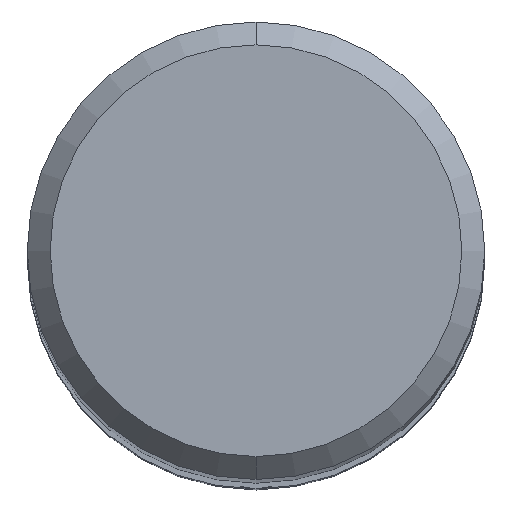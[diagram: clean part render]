
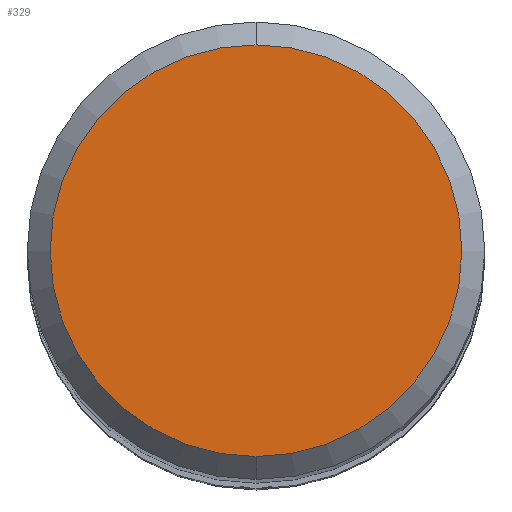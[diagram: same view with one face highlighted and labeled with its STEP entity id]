
A CAD part, top view. The second image highlights one B-rep face of the part: STEP entity #329.
In plain terms, the highlighted planar face has unit normal (0, 0, 1).
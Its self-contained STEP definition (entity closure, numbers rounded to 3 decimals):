
#237=EDGE_CURVE('',#359,#299,#574,.T.);
#299=VERTEX_POINT('',#642);
#329=ADVANCED_FACE('',(#675),#676,.T.);
#359=VERTEX_POINT('',#714);
#429=EDGE_CURVE('',#299,#359,#787,.T.);
#574=CIRCLE('',#1013,5.4);
#642=CARTESIAN_POINT('',(0.0,5.4,0.));
#675=FACE_OUTER_BOUND('',#1260,.T.);
#676=PLANE('',#1261);
#714=CARTESIAN_POINT('',(0.,-5.4,0.));
#787=CIRCLE('',#1457,5.4);
#1013=AXIS2_PLACEMENT_3D('',#1672,#1673,#1674);
#1260=EDGE_LOOP('',(#1787,#1788));
#1261=AXIS2_PLACEMENT_3D('',#1789,#1790,#1791);
#1457=AXIS2_PLACEMENT_3D('',#1890,#1891,#1892);
#1672=CARTESIAN_POINT('',(0.0,0.0,0.));
#1673=DIRECTION('',(0.0,0.0,-1.0));
#1674=DIRECTION('',(0.0,1.0,0.0));
#1787=ORIENTED_EDGE('',*,*,#429,.F.);
#1788=ORIENTED_EDGE('',*,*,#237,.F.);
#1789=CARTESIAN_POINT('',(0.0,2.7,0.));
#1790=DIRECTION('',(-0.0,0.0,1.0));
#1791=DIRECTION('',(0.0,-1.0,0.0));
#1890=CARTESIAN_POINT('',(0.0,0.0,0.));
#1891=DIRECTION('',(0.0,0.0,-1.0));
#1892=DIRECTION('',(0.0,1.0,0.0));
